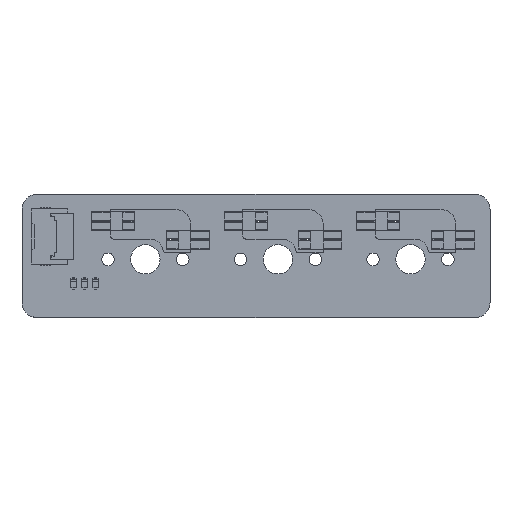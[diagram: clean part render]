
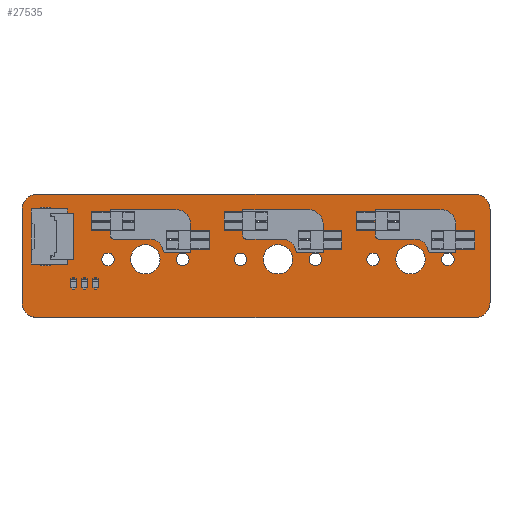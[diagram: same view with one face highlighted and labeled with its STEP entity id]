
A CAD part, top view. The second image highlights one B-rep face of the part: STEP entity #27535.
In plain terms, the highlighted planar face has unit normal (0, 0, 1).
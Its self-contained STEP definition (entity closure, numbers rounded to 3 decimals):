
#27189 = VERTEX_POINT('',#27190);
#27190 = CARTESIAN_POINT('',(29.775,8.35,1.6));
#27196 = EDGE_CURVE('',#27189,#27197,#27199,.T.);
#27197 = VERTEX_POINT('',#27198);
#27198 = CARTESIAN_POINT('',(31.772,6.493,1.6));
#27199 = CIRCLE('',#27200,1.998);
#27200 = AXIS2_PLACEMENT_3D('',#27201,#27202,#27203);
#27201 = CARTESIAN_POINT('',(29.78,6.352,1.6));
#27202 = DIRECTION('',(0.,0.,-1.));
#27203 = DIRECTION('',(-0.002,1.,0.));
#27231 = VERTEX_POINT('',#27232);
#27232 = CARTESIAN_POINT('',(-29.775,8.35,1.6));
#27238 = EDGE_CURVE('',#27231,#27189,#27239,.T.);
#27239 = LINE('',#27240,#27241);
#27240 = CARTESIAN_POINT('',(-29.775,8.35,1.6));
#27241 = VECTOR('',#27242,1.);
#27242 = DIRECTION('',(1.,0.,0.));
#27260 = EDGE_CURVE('',#27197,#27261,#27263,.T.);
#27261 = VERTEX_POINT('',#27262);
#27262 = CARTESIAN_POINT('',(31.775,6.35,1.6));
#27263 = LINE('',#27264,#27265);
#27264 = CARTESIAN_POINT('',(31.772,6.493,1.6));
#27265 = VECTOR('',#27266,1.);
#27266 = DIRECTION('',(0.018,-1.,0.));
#27535 = ADVANCED_FACE('',(#27536,#27614,#27625,#27636,#27647,#27658,
    #27669,#27680,#27691,#27702,#27713,#27724,#27735,#27746,#27757,
    #27768),#27779,.T.);
#27536 = FACE_BOUND('',#27537,.T.);
#27537 = EDGE_LOOP('',(#27538,#27539,#27540,#27548,#27557,#27565,#27573,
    #27582,#27590,#27598,#27607,#27613));
#27538 = ORIENTED_EDGE('',*,*,#27196,.F.);
#27539 = ORIENTED_EDGE('',*,*,#27238,.F.);
#27540 = ORIENTED_EDGE('',*,*,#27541,.F.);
#27541 = EDGE_CURVE('',#27542,#27231,#27544,.T.);
#27542 = VERTEX_POINT('',#27543);
#27543 = CARTESIAN_POINT('',(-29.918,8.347,1.6));
#27544 = LINE('',#27545,#27546);
#27545 = CARTESIAN_POINT('',(-29.918,8.347,1.6));
#27546 = VECTOR('',#27547,1.);
#27547 = DIRECTION('',(1.,0.018,0.));
#27548 = ORIENTED_EDGE('',*,*,#27549,.F.);
#27549 = EDGE_CURVE('',#27550,#27542,#27552,.T.);
#27550 = VERTEX_POINT('',#27551);
#27551 = CARTESIAN_POINT('',(-31.775,6.35,1.6));
#27552 = CIRCLE('',#27553,1.998);
#27553 = AXIS2_PLACEMENT_3D('',#27554,#27555,#27556);
#27554 = CARTESIAN_POINT('',(-29.777,6.355,1.6));
#27555 = DIRECTION('',(0.,0.,-1.));
#27556 = DIRECTION('',(-1.,-0.002,-0.));
#27557 = ORIENTED_EDGE('',*,*,#27558,.F.);
#27558 = EDGE_CURVE('',#27559,#27550,#27561,.T.);
#27559 = VERTEX_POINT('',#27560);
#27560 = CARTESIAN_POINT('',(-31.775,-6.35,1.6));
#27561 = LINE('',#27562,#27563);
#27562 = CARTESIAN_POINT('',(-31.775,-6.35,1.6));
#27563 = VECTOR('',#27564,1.);
#27564 = DIRECTION('',(0.,1.,0.));
#27565 = ORIENTED_EDGE('',*,*,#27566,.F.);
#27566 = EDGE_CURVE('',#27567,#27559,#27569,.T.);
#27567 = VERTEX_POINT('',#27568);
#27568 = CARTESIAN_POINT('',(-31.772,-6.493,1.6));
#27569 = LINE('',#27570,#27571);
#27570 = CARTESIAN_POINT('',(-31.772,-6.493,1.6));
#27571 = VECTOR('',#27572,1.);
#27572 = DIRECTION('',(-0.018,1.,0.));
#27573 = ORIENTED_EDGE('',*,*,#27574,.F.);
#27574 = EDGE_CURVE('',#27575,#27567,#27577,.T.);
#27575 = VERTEX_POINT('',#27576);
#27576 = CARTESIAN_POINT('',(-29.775,-8.35,1.6));
#27577 = CIRCLE('',#27578,1.998);
#27578 = AXIS2_PLACEMENT_3D('',#27579,#27580,#27581);
#27579 = CARTESIAN_POINT('',(-29.78,-6.352,1.6));
#27580 = DIRECTION('',(0.,0.,-1.));
#27581 = DIRECTION('',(0.002,-1.,0.));
#27582 = ORIENTED_EDGE('',*,*,#27583,.F.);
#27583 = EDGE_CURVE('',#27584,#27575,#27586,.T.);
#27584 = VERTEX_POINT('',#27585);
#27585 = CARTESIAN_POINT('',(29.775,-8.35,1.6));
#27586 = LINE('',#27587,#27588);
#27587 = CARTESIAN_POINT('',(29.775,-8.35,1.6));
#27588 = VECTOR('',#27589,1.);
#27589 = DIRECTION('',(-1.,0.,0.));
#27590 = ORIENTED_EDGE('',*,*,#27591,.F.);
#27591 = EDGE_CURVE('',#27592,#27584,#27594,.T.);
#27592 = VERTEX_POINT('',#27593);
#27593 = CARTESIAN_POINT('',(29.918,-8.347,1.6));
#27594 = LINE('',#27595,#27596);
#27595 = CARTESIAN_POINT('',(29.918,-8.347,1.6));
#27596 = VECTOR('',#27597,1.);
#27597 = DIRECTION('',(-1.,-0.018,0.));
#27598 = ORIENTED_EDGE('',*,*,#27599,.F.);
#27599 = EDGE_CURVE('',#27600,#27592,#27602,.T.);
#27600 = VERTEX_POINT('',#27601);
#27601 = CARTESIAN_POINT('',(31.775,-6.35,1.6));
#27602 = CIRCLE('',#27603,1.998);
#27603 = AXIS2_PLACEMENT_3D('',#27604,#27605,#27606);
#27604 = CARTESIAN_POINT('',(29.777,-6.355,1.6));
#27605 = DIRECTION('',(0.,0.,-1.));
#27606 = DIRECTION('',(1.,0.002,0.));
#27607 = ORIENTED_EDGE('',*,*,#27608,.F.);
#27608 = EDGE_CURVE('',#27261,#27600,#27609,.T.);
#27609 = LINE('',#27610,#27611);
#27610 = CARTESIAN_POINT('',(31.775,6.35,1.6));
#27611 = VECTOR('',#27612,1.);
#27612 = DIRECTION('',(0.,-1.,0.));
#27613 = ORIENTED_EDGE('',*,*,#27260,.F.);
#27614 = FACE_BOUND('',#27615,.T.);
#27615 = EDGE_LOOP('',(#27616));
#27616 = ORIENTED_EDGE('',*,*,#27617,.T.);
#27617 = EDGE_CURVE('',#27618,#27618,#27620,.T.);
#27618 = VERTEX_POINT('',#27619);
#27619 = CARTESIAN_POINT('',(-20.105,-1.301,1.6));
#27620 = CIRCLE('',#27621,0.851);
#27621 = AXIS2_PLACEMENT_3D('',#27622,#27623,#27624);
#27622 = CARTESIAN_POINT('',(-20.105,-0.45,1.6));
#27623 = DIRECTION('',(-0.,0.,-1.));
#27624 = DIRECTION('',(-0.,-1.,0.));
#27625 = FACE_BOUND('',#27626,.T.);
#27626 = EDGE_LOOP('',(#27627));
#27627 = ORIENTED_EDGE('',*,*,#27628,.T.);
#27628 = EDGE_CURVE('',#27629,#27629,#27631,.T.);
#27629 = VERTEX_POINT('',#27630);
#27630 = CARTESIAN_POINT('',(-15.025,-2.444,1.6));
#27631 = CIRCLE('',#27632,1.994);
#27632 = AXIS2_PLACEMENT_3D('',#27633,#27634,#27635);
#27633 = CARTESIAN_POINT('',(-15.025,-0.45,1.6));
#27634 = DIRECTION('',(-0.,0.,-1.));
#27635 = DIRECTION('',(0.,-1.,0.));
#27636 = FACE_BOUND('',#27637,.T.);
#27637 = EDGE_LOOP('',(#27638));
#27638 = ORIENTED_EDGE('',*,*,#27639,.T.);
#27639 = EDGE_CURVE('',#27640,#27640,#27642,.T.);
#27640 = VERTEX_POINT('',#27641);
#27641 = CARTESIAN_POINT('',(-9.945,-1.301,1.6));
#27642 = CIRCLE('',#27643,0.851);
#27643 = AXIS2_PLACEMENT_3D('',#27644,#27645,#27646);
#27644 = CARTESIAN_POINT('',(-9.945,-0.45,1.6));
#27645 = DIRECTION('',(-0.,0.,-1.));
#27646 = DIRECTION('',(-0.,-1.,0.));
#27647 = FACE_BOUND('',#27648,.T.);
#27648 = EDGE_LOOP('',(#27649));
#27649 = ORIENTED_EDGE('',*,*,#27650,.T.);
#27650 = EDGE_CURVE('',#27651,#27651,#27653,.T.);
#27651 = VERTEX_POINT('',#27652);
#27652 = CARTESIAN_POINT('',(-2.105,-1.301,1.6));
#27653 = CIRCLE('',#27654,0.851);
#27654 = AXIS2_PLACEMENT_3D('',#27655,#27656,#27657);
#27655 = CARTESIAN_POINT('',(-2.105,-0.45,1.6));
#27656 = DIRECTION('',(-0.,0.,-1.));
#27657 = DIRECTION('',(-0.,-1.,0.));
#27658 = FACE_BOUND('',#27659,.T.);
#27659 = EDGE_LOOP('',(#27660));
#27660 = ORIENTED_EDGE('',*,*,#27661,.T.);
#27661 = EDGE_CURVE('',#27662,#27662,#27664,.T.);
#27662 = VERTEX_POINT('',#27663);
#27663 = CARTESIAN_POINT('',(2.975,-2.444,1.6));
#27664 = CIRCLE('',#27665,1.994);
#27665 = AXIS2_PLACEMENT_3D('',#27666,#27667,#27668);
#27666 = CARTESIAN_POINT('',(2.975,-0.45,1.6));
#27667 = DIRECTION('',(-0.,0.,-1.));
#27668 = DIRECTION('',(0.,-1.,-0.));
#27669 = FACE_BOUND('',#27670,.T.);
#27670 = EDGE_LOOP('',(#27671));
#27671 = ORIENTED_EDGE('',*,*,#27672,.T.);
#27672 = EDGE_CURVE('',#27673,#27673,#27675,.T.);
#27673 = VERTEX_POINT('',#27674);
#27674 = CARTESIAN_POINT('',(8.055,-1.301,1.6));
#27675 = CIRCLE('',#27676,0.851);
#27676 = AXIS2_PLACEMENT_3D('',#27677,#27678,#27679);
#27677 = CARTESIAN_POINT('',(8.055,-0.45,1.6));
#27678 = DIRECTION('',(-0.,0.,-1.));
#27679 = DIRECTION('',(-0.,-1.,0.));
#27680 = FACE_BOUND('',#27681,.T.);
#27681 = EDGE_LOOP('',(#27682));
#27682 = ORIENTED_EDGE('',*,*,#27683,.T.);
#27683 = EDGE_CURVE('',#27684,#27684,#27686,.T.);
#27684 = VERTEX_POINT('',#27685);
#27685 = CARTESIAN_POINT('',(15.895,-1.301,1.6));
#27686 = CIRCLE('',#27687,0.851);
#27687 = AXIS2_PLACEMENT_3D('',#27688,#27689,#27690);
#27688 = CARTESIAN_POINT('',(15.895,-0.45,1.6));
#27689 = DIRECTION('',(-0.,0.,-1.));
#27690 = DIRECTION('',(-0.,-1.,0.));
#27691 = FACE_BOUND('',#27692,.T.);
#27692 = EDGE_LOOP('',(#27693));
#27693 = ORIENTED_EDGE('',*,*,#27694,.T.);
#27694 = EDGE_CURVE('',#27695,#27695,#27697,.T.);
#27695 = VERTEX_POINT('',#27696);
#27696 = CARTESIAN_POINT('',(20.975,-2.444,1.6));
#27697 = CIRCLE('',#27698,1.994);
#27698 = AXIS2_PLACEMENT_3D('',#27699,#27700,#27701);
#27699 = CARTESIAN_POINT('',(20.975,-0.45,1.6));
#27700 = DIRECTION('',(-0.,0.,-1.));
#27701 = DIRECTION('',(-0.,-1.,0.));
#27702 = FACE_BOUND('',#27703,.T.);
#27703 = EDGE_LOOP('',(#27704));
#27704 = ORIENTED_EDGE('',*,*,#27705,.T.);
#27705 = EDGE_CURVE('',#27706,#27706,#27708,.T.);
#27706 = VERTEX_POINT('',#27707);
#27707 = CARTESIAN_POINT('',(26.055,-1.301,1.6));
#27708 = CIRCLE('',#27709,0.851);
#27709 = AXIS2_PLACEMENT_3D('',#27710,#27711,#27712);
#27710 = CARTESIAN_POINT('',(26.055,-0.45,1.6));
#27711 = DIRECTION('',(-0.,0.,-1.));
#27712 = DIRECTION('',(-0.,-1.,0.));
#27713 = FACE_BOUND('',#27714,.T.);
#27714 = EDGE_LOOP('',(#27715));
#27715 = ORIENTED_EDGE('',*,*,#27716,.T.);
#27716 = EDGE_CURVE('',#27717,#27717,#27719,.T.);
#27717 = VERTEX_POINT('',#27718);
#27718 = CARTESIAN_POINT('',(-11.215,0.59,1.6));
#27719 = CIRCLE('',#27720,1.5);
#27720 = AXIS2_PLACEMENT_3D('',#27721,#27722,#27723);
#27721 = CARTESIAN_POINT('',(-11.215,2.09,1.6));
#27722 = DIRECTION('',(-0.,0.,-1.));
#27723 = DIRECTION('',(-0.,-1.,0.));
#27724 = FACE_BOUND('',#27725,.T.);
#27725 = EDGE_LOOP('',(#27726));
#27726 = ORIENTED_EDGE('',*,*,#27727,.T.);
#27727 = EDGE_CURVE('',#27728,#27728,#27730,.T.);
#27728 = VERTEX_POINT('',#27729);
#27729 = CARTESIAN_POINT('',(-17.565,3.13,1.6));
#27730 = CIRCLE('',#27731,1.5);
#27731 = AXIS2_PLACEMENT_3D('',#27732,#27733,#27734);
#27732 = CARTESIAN_POINT('',(-17.565,4.63,1.6));
#27733 = DIRECTION('',(-0.,0.,-1.));
#27734 = DIRECTION('',(-0.,-1.,0.));
#27735 = FACE_BOUND('',#27736,.T.);
#27736 = EDGE_LOOP('',(#27737));
#27737 = ORIENTED_EDGE('',*,*,#27738,.T.);
#27738 = EDGE_CURVE('',#27739,#27739,#27741,.T.);
#27739 = VERTEX_POINT('',#27740);
#27740 = CARTESIAN_POINT('',(0.435,3.13,1.6));
#27741 = CIRCLE('',#27742,1.5);
#27742 = AXIS2_PLACEMENT_3D('',#27743,#27744,#27745);
#27743 = CARTESIAN_POINT('',(0.435,4.63,1.6));
#27744 = DIRECTION('',(-0.,0.,-1.));
#27745 = DIRECTION('',(0.,-1.,-0.));
#27746 = FACE_BOUND('',#27747,.T.);
#27747 = EDGE_LOOP('',(#27748));
#27748 = ORIENTED_EDGE('',*,*,#27749,.T.);
#27749 = EDGE_CURVE('',#27750,#27750,#27752,.T.);
#27750 = VERTEX_POINT('',#27751);
#27751 = CARTESIAN_POINT('',(6.785,0.59,1.6));
#27752 = CIRCLE('',#27753,1.5);
#27753 = AXIS2_PLACEMENT_3D('',#27754,#27755,#27756);
#27754 = CARTESIAN_POINT('',(6.785,2.09,1.6));
#27755 = DIRECTION('',(-0.,0.,-1.));
#27756 = DIRECTION('',(-0.,-1.,0.));
#27757 = FACE_BOUND('',#27758,.T.);
#27758 = EDGE_LOOP('',(#27759));
#27759 = ORIENTED_EDGE('',*,*,#27760,.T.);
#27760 = EDGE_CURVE('',#27761,#27761,#27763,.T.);
#27761 = VERTEX_POINT('',#27762);
#27762 = CARTESIAN_POINT('',(24.785,0.59,1.6));
#27763 = CIRCLE('',#27764,1.5);
#27764 = AXIS2_PLACEMENT_3D('',#27765,#27766,#27767);
#27765 = CARTESIAN_POINT('',(24.785,2.09,1.6));
#27766 = DIRECTION('',(-0.,0.,-1.));
#27767 = DIRECTION('',(-0.,-1.,0.));
#27768 = FACE_BOUND('',#27769,.T.);
#27769 = EDGE_LOOP('',(#27770));
#27770 = ORIENTED_EDGE('',*,*,#27771,.T.);
#27771 = EDGE_CURVE('',#27772,#27772,#27774,.T.);
#27772 = VERTEX_POINT('',#27773);
#27773 = CARTESIAN_POINT('',(18.435,3.13,1.6));
#27774 = CIRCLE('',#27775,1.5);
#27775 = AXIS2_PLACEMENT_3D('',#27776,#27777,#27778);
#27776 = CARTESIAN_POINT('',(18.435,4.63,1.6));
#27777 = DIRECTION('',(-0.,0.,-1.));
#27778 = DIRECTION('',(-0.,-1.,0.));
#27779 = PLANE('',#27780);
#27780 = AXIS2_PLACEMENT_3D('',#27781,#27782,#27783);
#27781 = CARTESIAN_POINT('',(0.,0.,1.6));
#27782 = DIRECTION('',(0.,0.,1.));
#27783 = DIRECTION('',(1.,0.,-0.));
